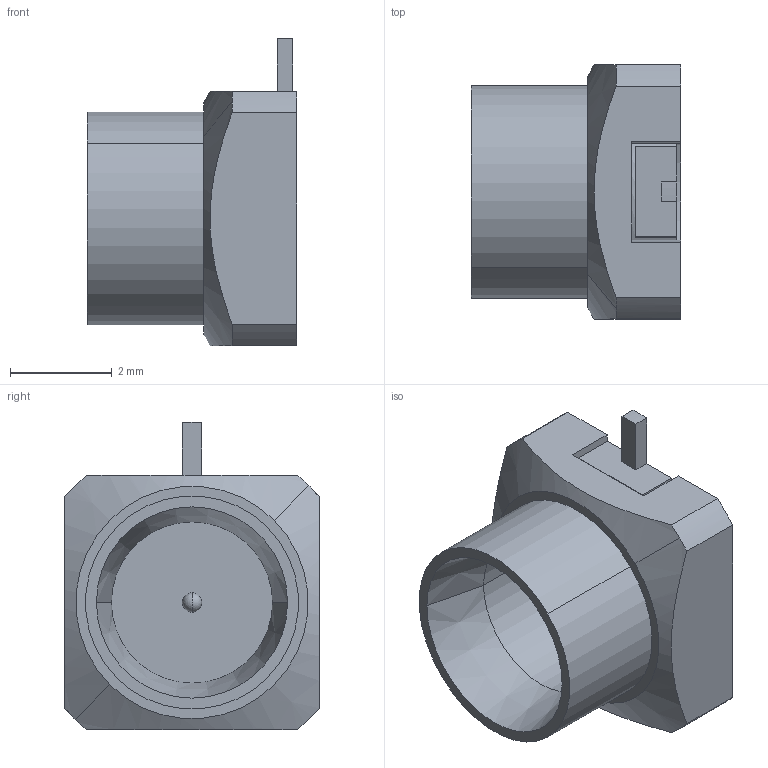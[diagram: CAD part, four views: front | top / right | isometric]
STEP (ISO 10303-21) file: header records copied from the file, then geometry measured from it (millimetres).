
FILE_DESCRIPTION((''),'2;1');
FILE_NAME('SMP-MSSB-PCS','2019-12-06T',('Krishnaprasath'),(''),'CREO PARAMETRIC BY PTC INC, 2018360','CREO PARAMETRIC BY PTC INC, 2018360','');
FILE_SCHEMA(('CONFIG_CONTROL_DESIGN'));
Length unit declared in the file: millimetre
Products named in the file (1): SMP-MSSB-PCS
Bounding box: 4.12 x 5 x 6.04 mm (x, y, z)
Volume: 49.7 mm3; surface area: 142.1 mm2
Topology: 1 solids, 1 shells, 40 faces, 102 edges, 65 vertices
Faces by surface type: plane 19, cylinder 15, cone 4, sphere 2
Entity records: 1302 total; most frequent: CARTESIAN_POINT 273, DIRECTION 216, ORIENTED_EDGE 200, EDGE_CURVE 100, AXIS2_PLACEMENT_3D 80, VERTEX_POINT 65, VECTOR 56, LINE 56
